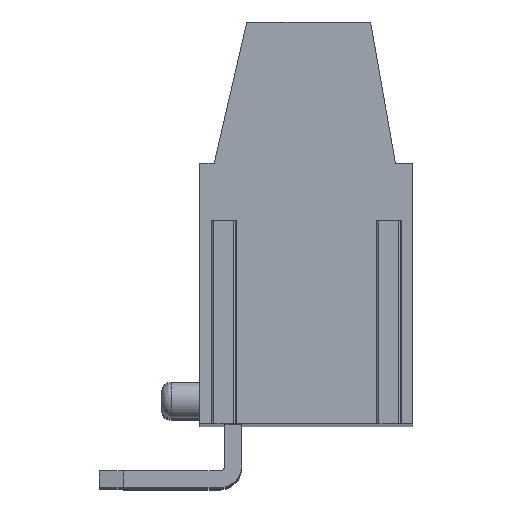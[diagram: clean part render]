
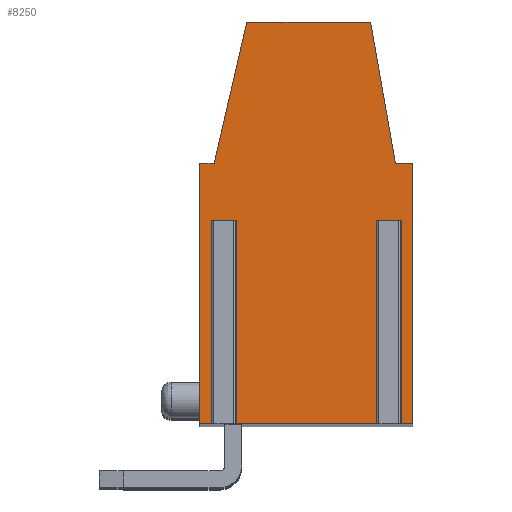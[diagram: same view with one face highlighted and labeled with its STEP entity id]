
A CAD part, top view. The second image highlights one B-rep face of the part: STEP entity #8250.
In plain terms, the highlighted planar face has unit normal (0, 0, 1).
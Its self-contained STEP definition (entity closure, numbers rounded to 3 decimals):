
#13=DIRECTION('',(-1.,0.,0.));
#14=VECTOR('',#13,0.814);
#15=CARTESIAN_POINT('',(6.453,1.45,62.5));
#16=LINE('',#15,#14);
#17=DIRECTION('',(0.,-1.,0.));
#18=VECTOR('',#17,8.5);
#19=CARTESIAN_POINT('',(5.639,1.45,62.5));
#20=LINE('',#19,#18);
#21=DIRECTION('',(-1.,0.,0.));
#22=VECTOR('',#21,6.078);
#23=CARTESIAN_POINT('',(5.639,-7.05,62.5));
#24=LINE('',#23,#22);
#25=DIRECTION('',(0.,-1.,0.));
#26=VECTOR('',#25,8.5);
#27=CARTESIAN_POINT('',(-0.439,1.45,62.5));
#28=LINE('',#27,#26);
#29=DIRECTION('',(-1.,0.,0.));
#30=VECTOR('',#29,0.814);
#31=CARTESIAN_POINT('',(-0.439,1.45,62.5));
#32=LINE('',#31,#30);
#33=DIRECTION('',(0.,-1.,0.));
#34=VECTOR('',#33,8.5);
#35=CARTESIAN_POINT('',(-1.253,1.45,62.5));
#36=LINE('',#35,#34);
#37=DIRECTION('',(-1.,0.,0.));
#38=VECTOR('',#37,0.597);
#39=CARTESIAN_POINT('',(-1.253,-7.05,62.5));
#40=LINE('',#39,#38);
#41=DIRECTION('',(0.,1.,0.));
#42=VECTOR('',#41,10.9);
#43=CARTESIAN_POINT('',(-1.85,-7.05,62.5));
#44=LINE('',#43,#42);
#45=DIRECTION('',(1.,0.,0.));
#46=VECTOR('',#45,0.6);
#47=CARTESIAN_POINT('',(-1.85,3.85,62.5));
#48=LINE('',#47,#46);
#49=DIRECTION('',(0.225,0.974,0.));
#50=VECTOR('',#49,6.055);
#51=CARTESIAN_POINT('',(-1.25,3.85,62.5));
#52=LINE('',#51,#50);
#53=DIRECTION('',(1.,0.,0.));
#54=VECTOR('',#53,5.178);
#55=CARTESIAN_POINT('',(0.112,9.75,62.5));
#56=LINE('',#55,#54);
#57=DIRECTION('',(0.174,-0.985,0.));
#58=VECTOR('',#57,5.991);
#59=CARTESIAN_POINT('',(5.29,9.75,62.5));
#60=LINE('',#59,#58);
#61=DIRECTION('',(1.,0.,0.));
#62=VECTOR('',#61,0.72);
#63=CARTESIAN_POINT('',(6.33,3.85,62.5));
#64=LINE('',#63,#62);
#65=DIRECTION('',(0.,-1.,0.));
#66=VECTOR('',#65,10.9);
#67=CARTESIAN_POINT('',(7.05,3.85,62.5));
#68=LINE('',#67,#66);
#69=DIRECTION('',(-1.,0.,0.));
#70=VECTOR('',#69,0.597);
#71=CARTESIAN_POINT('',(7.05,-7.05,62.5));
#72=LINE('',#71,#70);
#73=DIRECTION('',(0.,-1.,0.));
#74=VECTOR('',#73,8.5);
#75=CARTESIAN_POINT('',(6.453,1.45,62.5));
#76=LINE('',#75,#74);
#6447=CARTESIAN_POINT('',(7.05,3.85,62.5));
#6448=CARTESIAN_POINT('',(7.05,-7.05,62.5));
#6449=VERTEX_POINT('',#6447);
#6450=VERTEX_POINT('',#6448);
#6451=CARTESIAN_POINT('',(6.33,3.85,62.5));
#6452=VERTEX_POINT('',#6451);
#6453=CARTESIAN_POINT('',(5.29,9.75,62.5));
#6454=VERTEX_POINT('',#6453);
#6455=CARTESIAN_POINT('',(0.112,9.75,62.5));
#6456=VERTEX_POINT('',#6455);
#6457=CARTESIAN_POINT('',(-1.25,3.85,62.5));
#6458=VERTEX_POINT('',#6457);
#6459=CARTESIAN_POINT('',(-1.85,3.85,62.5));
#6460=VERTEX_POINT('',#6459);
#6461=CARTESIAN_POINT('',(-1.85,-7.05,62.5));
#6462=VERTEX_POINT('',#6461);
#6591=CARTESIAN_POINT('',(6.453,1.45,62.5));
#6592=CARTESIAN_POINT('',(5.639,1.45,62.5));
#6593=VERTEX_POINT('',#6591);
#6594=VERTEX_POINT('',#6592);
#6595=CARTESIAN_POINT('',(-0.439,1.45,62.5));
#6596=CARTESIAN_POINT('',(-1.253,1.45,62.5));
#6597=VERTEX_POINT('',#6595);
#6598=VERTEX_POINT('',#6596);
#6599=CARTESIAN_POINT('',(-1.253,-7.05,62.5));
#6600=VERTEX_POINT('',#6599);
#6601=CARTESIAN_POINT('',(-0.439,-7.05,62.5));
#6602=VERTEX_POINT('',#6601);
#6603=CARTESIAN_POINT('',(5.639,-7.05,62.5));
#6604=VERTEX_POINT('',#6603);
#6605=CARTESIAN_POINT('',(6.453,-7.05,62.5));
#6606=VERTEX_POINT('',#6605);
#8211=CARTESIAN_POINT('',(0.,0.,62.5));
#8212=DIRECTION('',(0.,0.,1.));
#8213=DIRECTION('',(1.,0.,0.));
#8214=AXIS2_PLACEMENT_3D('',#8211,#8212,#8213);
#8215=PLANE('',#8214);
#8217=ORIENTED_EDGE('',*,*,#8216,.T.);
#8219=ORIENTED_EDGE('',*,*,#8218,.T.);
#8221=ORIENTED_EDGE('',*,*,#8220,.T.);
#8223=ORIENTED_EDGE('',*,*,#8222,.F.);
#8225=ORIENTED_EDGE('',*,*,#8224,.T.);
#8227=ORIENTED_EDGE('',*,*,#8226,.T.);
#8229=ORIENTED_EDGE('',*,*,#8228,.T.);
#8231=ORIENTED_EDGE('',*,*,#8230,.T.);
#8233=ORIENTED_EDGE('',*,*,#8232,.T.);
#8235=ORIENTED_EDGE('',*,*,#8234,.T.);
#8237=ORIENTED_EDGE('',*,*,#8236,.T.);
#8239=ORIENTED_EDGE('',*,*,#8238,.T.);
#8241=ORIENTED_EDGE('',*,*,#8240,.T.);
#8243=ORIENTED_EDGE('',*,*,#8242,.T.);
#8245=ORIENTED_EDGE('',*,*,#8244,.T.);
#8247=ORIENTED_EDGE('',*,*,#8246,.F.);
#8248=EDGE_LOOP('',(#8217,#8219,#8221,#8223,#8225,#8227,#8229,#8231,#8233,#8235,
#8237,#8239,#8241,#8243,#8245,#8247));
#8249=FACE_OUTER_BOUND('',#8248,.F.);
#8216=EDGE_CURVE('',#6593,#6594,#16,.T.);
#8218=EDGE_CURVE('',#6594,#6604,#20,.T.);
#8220=EDGE_CURVE('',#6604,#6602,#24,.T.);
#8222=EDGE_CURVE('',#6597,#6602,#28,.T.);
#8224=EDGE_CURVE('',#6597,#6598,#32,.T.);
#8226=EDGE_CURVE('',#6598,#6600,#36,.T.);
#8228=EDGE_CURVE('',#6600,#6462,#40,.T.);
#8230=EDGE_CURVE('',#6462,#6460,#44,.T.);
#8232=EDGE_CURVE('',#6460,#6458,#48,.T.);
#8234=EDGE_CURVE('',#6458,#6456,#52,.T.);
#8236=EDGE_CURVE('',#6456,#6454,#56,.T.);
#8238=EDGE_CURVE('',#6454,#6452,#60,.T.);
#8240=EDGE_CURVE('',#6452,#6449,#64,.T.);
#8242=EDGE_CURVE('',#6449,#6450,#68,.T.);
#8244=EDGE_CURVE('',#6450,#6606,#72,.T.);
#8246=EDGE_CURVE('',#6593,#6606,#76,.T.);
#8250=ADVANCED_FACE('',(#8249),#8215,.T.);
